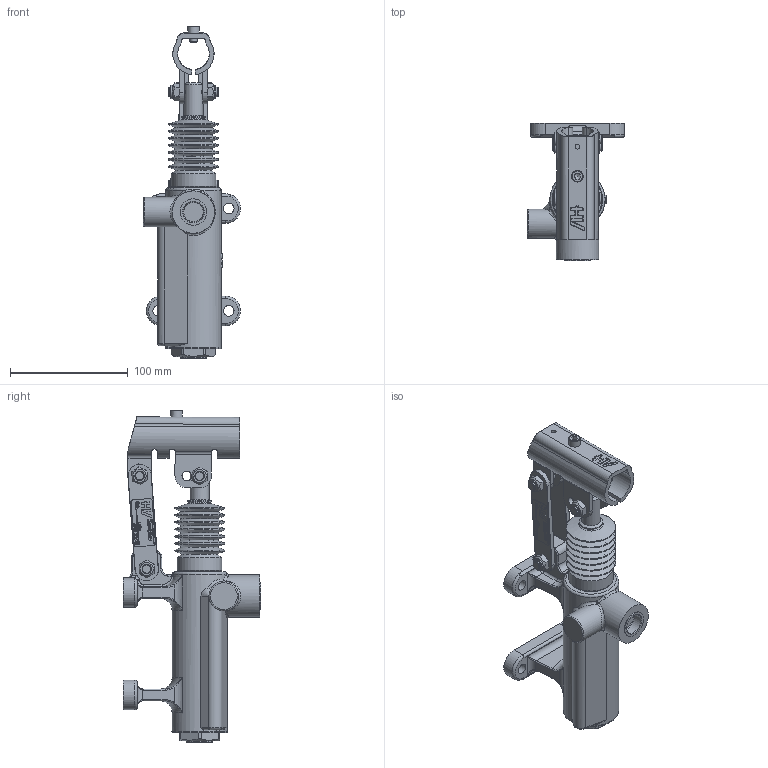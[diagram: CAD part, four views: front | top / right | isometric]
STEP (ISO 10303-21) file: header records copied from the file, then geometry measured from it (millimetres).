
FILE_DESCRIPTION((''),'2;1');
FILE_NAME('PMO 50 e-s (HV) STEP.stp','2014-08-05T15:08:24',('Christian'),(''),'Autodesk Inventor 2013','Autodesk Inventor 2013','');
FILE_SCHEMA(('AUTOMOTIVE_DESIGN { 1 0 10303 214 1 1 1 1 }'));
Length unit declared in the file: millimetre
Products named in the file (1): 6077.0033.10.50 Derivazione 2
Bounding box: 82.5 x 117 x 282.13 mm (x, y, z)
Volume: 208920.9 mm3; surface area: 129898.4 mm2
Topology: 12 solids, 13 shells, 1214 faces, 3082 edges, 1937 vertices
Faces by surface type: plane 545, cylinder 242, bspline 226, cone 99, torus 97, sphere 4, revolution 1
Full cylindrical faces by diameter (mm): 4 x2, 5 x1, 6 x1, 8 x15, 9 x4, 10 x1, 11.05 x6, 16 x1, 17.5 x2, 18.631 x2, 19.5 x2, 20 x2, 22.5 x2, 25 x1, 28.5 x2, 30 x8, 30.376 x1, 33 x2, 36 x1, 38.004 x1, 40 x1
Entity records: 39474 total; most frequent: CARTESIAN_POINT 11285, ORIENTED_EDGE 5706, DIRECTION 4973, EDGE_CURVE 2853, VERTEX_POINT 1887, AXIS2_PLACEMENT_3D 1715, VECTOR 1542, LINE 1542
